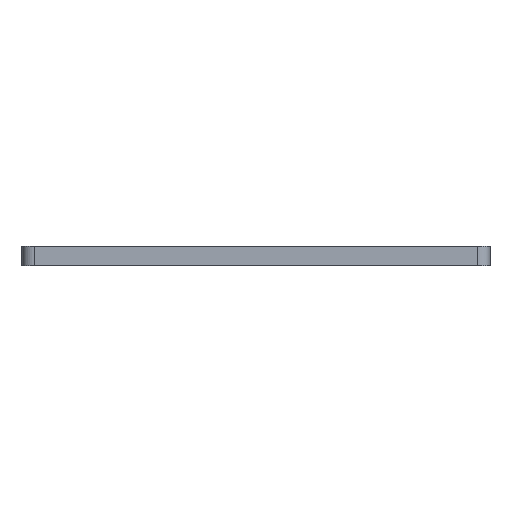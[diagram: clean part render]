
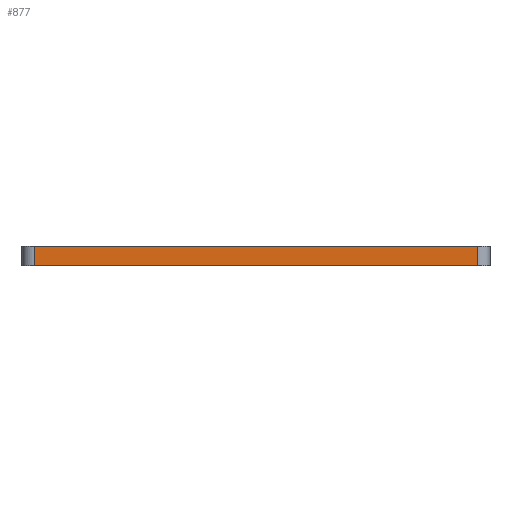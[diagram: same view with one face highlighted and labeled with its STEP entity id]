
A CAD part, front view. The second image highlights one B-rep face of the part: STEP entity #877.
In plain terms, the highlighted planar face has unit normal (0, -1, 0).
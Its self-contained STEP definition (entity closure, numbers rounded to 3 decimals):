
#54=PLANE('',#984);
#97=FACE_OUTER_BOUND('',#162,.T.);
#162=EDGE_LOOP('',(#806,#807,#808,#809));
#164=LINE('',#1255,#237);
#168=LINE('',#1264,#241);
#183=LINE('',#1342,#256);
#200=LINE('',#1400,#273);
#237=VECTOR('',#994,10.);
#241=VECTOR('',#1002,10.);
#256=VECTOR('',#1067,10.);
#273=VECTOR('',#1114,10.);
#359=VERTEX_POINT('',#1248);
#362=VERTEX_POINT('',#1253);
#365=VERTEX_POINT('',#1263);
#403=VERTEX_POINT('',#1341);
#444=EDGE_CURVE('',#362,#359,#164,.T.);
#448=EDGE_CURVE('',#359,#365,#168,.T.);
#487=EDGE_CURVE('',#365,#403,#183,.T.);
#517=EDGE_CURVE('',#362,#403,#200,.T.);
#806=ORIENTED_EDGE('',*,*,#444,.F.);
#807=ORIENTED_EDGE('',*,*,#517,.T.);
#808=ORIENTED_EDGE('',*,*,#487,.F.);
#809=ORIENTED_EDGE('',*,*,#448,.F.);
#877=ADVANCED_FACE('',(#97),#54,.T.);
#984=AXIS2_PLACEMENT_3D('',#1494,#1244,#1245);
#994=DIRECTION('',(0.,0.,-1.));
#1002=DIRECTION('',(-1.,0.,0.));
#1067=DIRECTION('',(0.,0.,1.));
#1114=DIRECTION('',(-1.,0.,0.));
#1244=DIRECTION('center_axis',(0.,-1.,0.));
#1245=DIRECTION('ref_axis',(-1.,0.,0.));
#1248=CARTESIAN_POINT('',(36.1,-164.338,0.));
#1253=CARTESIAN_POINT('',(36.1,-164.338,3.175));
#1255=CARTESIAN_POINT('',(36.1,-164.338,1.588));
#1263=CARTESIAN_POINT('',(-36.1,-164.338,0.));
#1264=CARTESIAN_POINT('',(38.1,-164.338,0.));
#1341=CARTESIAN_POINT('',(-36.1,-164.338,3.175));
#1342=CARTESIAN_POINT('',(-36.1,-164.338,1.588));
#1400=CARTESIAN_POINT('',(38.1,-164.338,3.175));
#1494=CARTESIAN_POINT('Origin',(38.1,-164.338,3.175));
